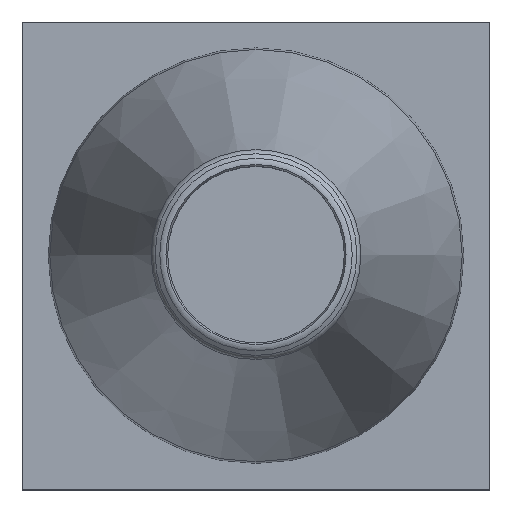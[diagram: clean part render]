
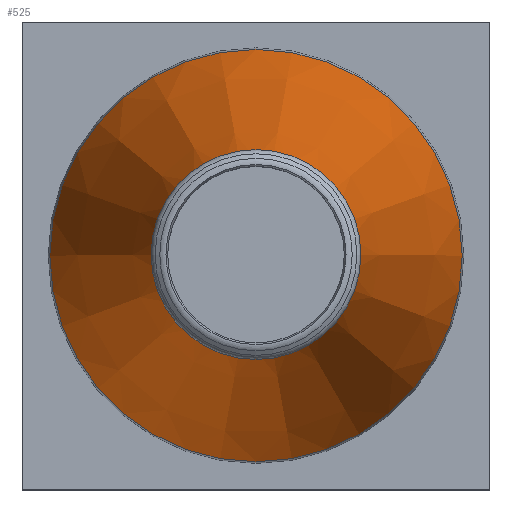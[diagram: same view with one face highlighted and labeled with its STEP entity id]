
A CAD part, top view. The second image highlights one B-rep face of the part: STEP entity #525.
In plain terms, the highlighted conical face has half-angle 14.744 degrees and reference radius 30.5 mm.
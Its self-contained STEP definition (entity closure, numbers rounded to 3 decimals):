
#74=FACE_OUTER_BOUND('',#106,.T.);
#106=EDGE_LOOP('',(#452,#453,#454,#455,#456,#457));
#125=LINE('',#962,#146);
#146=VECTOR('',#791,30.5);
#204=CIRCLE('',#619,18.494);
#206=CIRCLE('',#621,18.494);
#207=CIRCLE('',#623,39.699);
#208=CIRCLE('',#624,39.699);
#251=VERTEX_POINT('',#955);
#252=VERTEX_POINT('',#956);
#253=VERTEX_POINT('',#961);
#254=VERTEX_POINT('',#963);
#320=EDGE_CURVE('',#251,#252,#204,.T.);
#322=EDGE_CURVE('',#252,#251,#206,.T.);
#323=EDGE_CURVE('',#252,#253,#125,.T.);
#324=EDGE_CURVE('',#254,#253,#207,.T.);
#325=EDGE_CURVE('',#253,#254,#208,.T.);
#452=ORIENTED_EDGE('',*,*,#320,.F.);
#453=ORIENTED_EDGE('',*,*,#322,.F.);
#454=ORIENTED_EDGE('',*,*,#323,.T.);
#455=ORIENTED_EDGE('',*,*,#324,.F.);
#456=ORIENTED_EDGE('',*,*,#325,.F.);
#457=ORIENTED_EDGE('',*,*,#323,.F.);
#504=CONICAL_SURFACE('',#622,30.5,0.257);
#525=ADVANCED_FACE('',(#74),#504,.T.);
#619=AXIS2_PLACEMENT_3D('',#957,#783,#784);
#621=AXIS2_PLACEMENT_3D('',#959,#787,#788);
#622=AXIS2_PLACEMENT_3D('',#960,#789,#790);
#623=AXIS2_PLACEMENT_3D('',#964,#792,#793);
#624=AXIS2_PLACEMENT_3D('',#965,#794,#795);
#783=DIRECTION('center_axis',(0.,0.,1.));
#784=DIRECTION('ref_axis',(-1.,0.,0.));
#787=DIRECTION('center_axis',(0.,0.,1.));
#788=DIRECTION('ref_axis',(-1.,0.,0.));
#789=DIRECTION('center_axis',(0.,0.,-1.));
#790=DIRECTION('ref_axis',(1.,0.,0.));
#791=DIRECTION('',(-0.254,0.,-0.967));
#792=DIRECTION('center_axis',(0.,0.,-1.));
#793=DIRECTION('ref_axis',(-1.,0.,0.));
#794=DIRECTION('center_axis',(0.,0.,-1.));
#795=DIRECTION('ref_axis',(-1.,0.,0.));
#955=CARTESIAN_POINT('',(18.494,0.,93.123));
#956=CARTESIAN_POINT('',(-18.494,0.,93.123));
#957=CARTESIAN_POINT('Origin',(0.,0.,93.123));
#959=CARTESIAN_POINT('Origin',(0.,0.,93.123));
#960=CARTESIAN_POINT('Origin',(0.,0.,47.5));
#961=CARTESIAN_POINT('',(-39.699,0.,12.545));
#962=CARTESIAN_POINT('',(-30.5,0.,47.5));
#963=CARTESIAN_POINT('',(39.699,0.,12.545));
#964=CARTESIAN_POINT('Origin',(0.,0.,12.545));
#965=CARTESIAN_POINT('Origin',(0.,0.,12.545));
